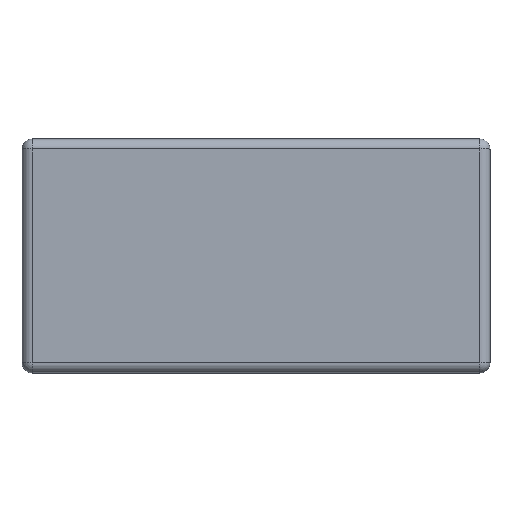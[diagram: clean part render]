
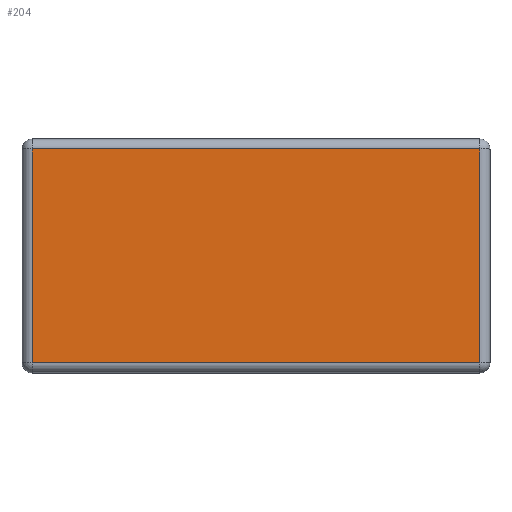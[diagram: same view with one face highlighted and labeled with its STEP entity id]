
A CAD part, top view. The second image highlights one B-rep face of the part: STEP entity #204.
In plain terms, the highlighted planar face has unit normal (0, 0, 1).
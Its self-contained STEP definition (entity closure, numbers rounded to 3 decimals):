
#204 = ADVANCED_FACE( '', ( #446 ), #447, .T. );
#446 = FACE_OUTER_BOUND( '', #719, .T. );
#447 = PLANE( '', #720 );
#719 = EDGE_LOOP( '', ( #1238, #1239, #1240, #1241 ) );
#720 = AXIS2_PLACEMENT_3D( '', #1242, #1243, #1244 );
#1238 = ORIENTED_EDGE( '', *, *, #1739, .T. );
#1239 = ORIENTED_EDGE( '', *, *, #1757, .T. );
#1240 = ORIENTED_EDGE( '', *, *, #1754, .T. );
#1241 = ORIENTED_EDGE( '', *, *, #1758, .T. );
#1242 = CARTESIAN_POINT( '', ( 0., 0., 20. ) );
#1243 = DIRECTION( '', ( 0., 0., 1. ) );
#1244 = DIRECTION( '', ( 1., 0., 0. ) );
#1739 = EDGE_CURVE( '', #2042, #2125, #2127, .T. );
#1754 = EDGE_CURVE( '', #1894, #2070, #2145, .T. );
#1757 = EDGE_CURVE( '', #2125, #1894, #2148, .T. );
#1758 = EDGE_CURVE( '', #2070, #2042, #2149, .T. );
#1894 = VERTEX_POINT( '', #2316 );
#2042 = VERTEX_POINT( '', #2531 );
#2070 = VERTEX_POINT( '', #2567 );
#2125 = VERTEX_POINT( '', #2647 );
#2127 = LINE( '', #2649, #2650 );
#2145 = LINE( '', #2676, #2677 );
#2148 = LINE( '', #2681, #2682 );
#2149 = LINE( '', #2683, #2684 );
#2316 = CARTESIAN_POINT( '', ( -33.5, 16., 20. ) );
#2531 = CARTESIAN_POINT( '', ( 33.5, -16., 20. ) );
#2567 = CARTESIAN_POINT( '', ( -33.5, -16., 20. ) );
#2647 = CARTESIAN_POINT( '', ( 33.5, 16., 20. ) );
#2649 = CARTESIAN_POINT( '', ( 33.5, 17.5, 20. ) );
#2650 = VECTOR( '', #2979, 1000. );
#2676 = CARTESIAN_POINT( '', ( -33.5, -17.5, 20. ) );
#2677 = VECTOR( '', #2988, 1000. );
#2681 = CARTESIAN_POINT( '', ( -35., 16., 20. ) );
#2682 = VECTOR( '', #2990, 1000. );
#2683 = CARTESIAN_POINT( '', ( 35., -16., 20. ) );
#2684 = VECTOR( '', #2991, 1000. );
#2979 = DIRECTION( '', ( 0., 1., 0. ) );
#2988 = DIRECTION( '', ( 0., -1., 0. ) );
#2990 = DIRECTION( '', ( -1., 0., 0. ) );
#2991 = DIRECTION( '', ( 1., 0., 0. ) );
